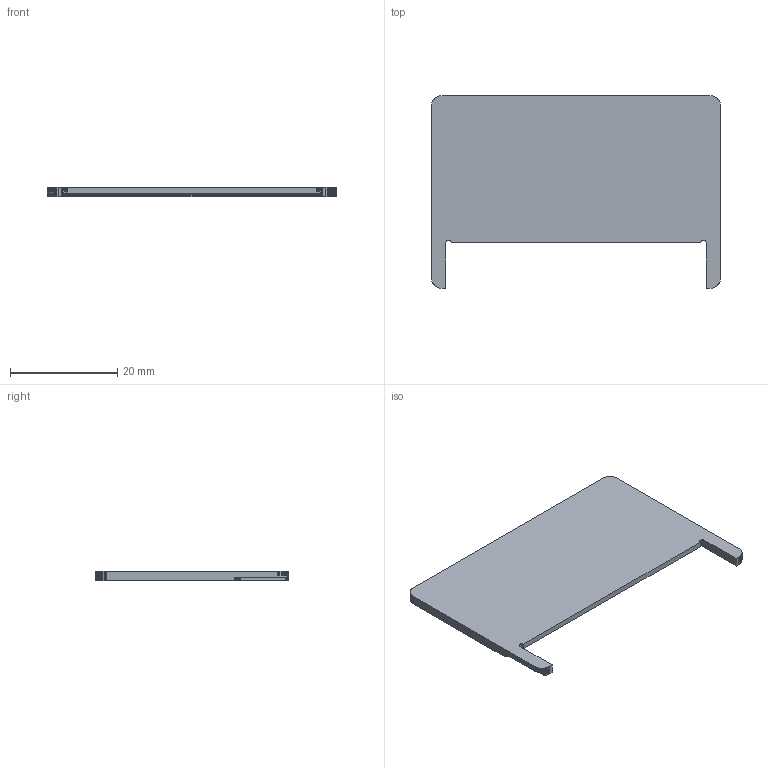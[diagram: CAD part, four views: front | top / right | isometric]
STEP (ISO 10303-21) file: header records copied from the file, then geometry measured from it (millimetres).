
FILE_DESCRIPTION(('FreeCAD Model'),'2;1');
FILE_NAME('Open CASCADE Shape Model','2024-10-04T13:08:09',(''),(''), 'Open CASCADE STEP processor 7.6','FreeCAD','Unknown');
FILE_SCHEMA(('AP242_MANAGED_MODEL_BASED_3D_ENGINEERING_MIM_LF. {1 0 10303 442 1 1 4 }'));
Length unit declared in the file: millimetre
Products named in the file (1): kicad_WP_2_IC_Card_Cover_Breakout002
Bounding box: 54 x 36 x 1.71 mm (x, y, z)
Surface area: 3374.2 mm2 (no closed solid volume)
Topology: 0 solids, 1 shells, 201 faces, 451 edges, 252 vertices
Faces by surface type: plane 201
Entity records: 5299 total; most frequent: CARTESIAN_POINT 905, ORIENTED_EDGE 902, DIRECTION 855, EDGE_CURVE 451, LINE 451, VECTOR 451, VERTEX_POINT 252, AXIS2_PLACEMENT_3D 202
